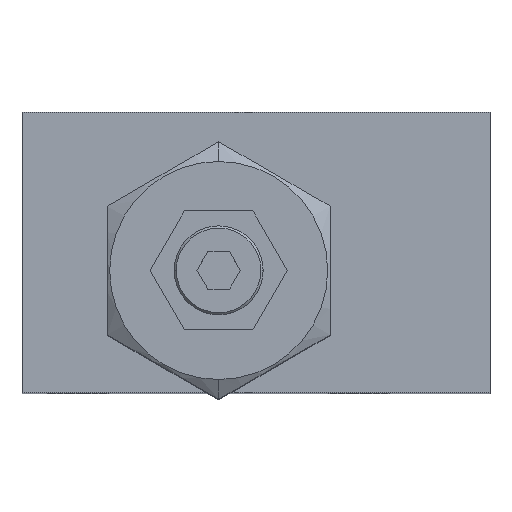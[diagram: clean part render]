
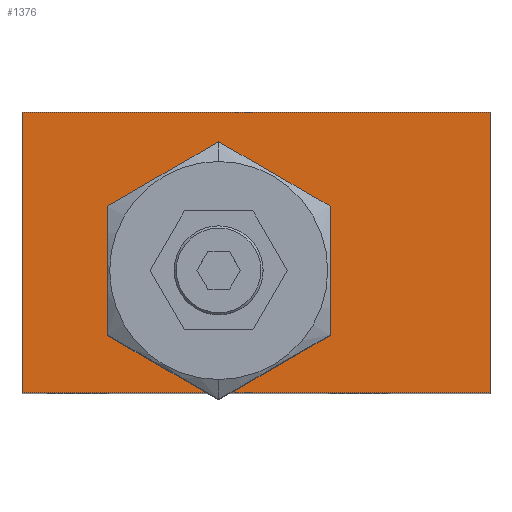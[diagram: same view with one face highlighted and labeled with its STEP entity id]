
A CAD part, top view. The second image highlights one B-rep face of the part: STEP entity #1376.
In plain terms, the highlighted planar face has unit normal (0, 0, 1).
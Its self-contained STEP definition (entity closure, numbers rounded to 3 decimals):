
#205=DIRECTION('',(0.,-1.,0.));
#206=VECTOR('',#205,29.997);
#207=CARTESIAN_POINT('',(-21.006,16.993,49.987));
#208=LINE('',#207,#206);
#209=DIRECTION('',(-1.,0.,0.));
#210=VECTOR('',#209,49.987);
#211=CARTESIAN_POINT('',(28.981,16.993,49.987));
#212=LINE('',#211,#210);
#213=DIRECTION('',(0.,1.,0.));
#214=VECTOR('',#213,29.997);
#215=CARTESIAN_POINT('',(28.981,-13.005,49.987));
#216=LINE('',#215,#214);
#217=DIRECTION('',(1.,0.,0.));
#218=VECTOR('',#217,49.987);
#219=CARTESIAN_POINT('',(-21.006,-13.005,49.987));
#220=LINE('',#219,#218);
#221=CARTESIAN_POINT('',(0.,0.,49.987));
#222=DIRECTION('',(0.,0.,1.));
#223=DIRECTION('',(-1.,0.,0.));
#224=AXIS2_PLACEMENT_3D('',#221,#222,#223);
#226=CARTESIAN_POINT('',(0.,0.,49.987));
#227=DIRECTION('',(0.,0.,1.));
#228=DIRECTION('',(1.,0.,0.));
#229=AXIS2_PLACEMENT_3D('',#226,#227,#228);
#1079=CARTESIAN_POINT('',(-21.006,16.993,49.987));
#1080=CARTESIAN_POINT('',(-21.006,-13.005,49.987));
#1081=VERTEX_POINT('',#1079);
#1082=VERTEX_POINT('',#1080);
#1083=CARTESIAN_POINT('',(28.981,-13.005,49.987));
#1084=VERTEX_POINT('',#1083);
#1085=CARTESIAN_POINT('',(28.981,16.993,49.987));
#1086=VERTEX_POINT('',#1085);
#1103=CARTESIAN_POINT('',(-11.659,0.,49.987));
#1104=CARTESIAN_POINT('',(11.659,0.,49.987));
#1105=VERTEX_POINT('',#1103);
#1106=VERTEX_POINT('',#1104);
#1359=CARTESIAN_POINT('',(0.,0.,49.987));
#1360=DIRECTION('',(0.,0.,1.));
#1361=DIRECTION('',(1.,0.,0.));
#1362=AXIS2_PLACEMENT_3D('',#1359,#1360,#1361);
#1363=PLANE('',#1362);
#1364=ORIENTED_EDGE('',*,*,#1281,.F.);
#1365=ORIENTED_EDGE('',*,*,#1296,.F.);
#1366=ORIENTED_EDGE('',*,*,#1322,.F.);
#1367=ORIENTED_EDGE('',*,*,#1341,.F.);
#1368=EDGE_LOOP('',(#1364,#1365,#1366,#1367));
#1369=FACE_OUTER_BOUND('',#1368,.F.);
#1371=ORIENTED_EDGE('',*,*,#1370,.T.);
#1373=ORIENTED_EDGE('',*,*,#1372,.T.);
#1374=EDGE_LOOP('',(#1371,#1373));
#1375=FACE_BOUND('',#1374,.F.);
#225=CIRCLE('',#224,11.659);
#230=CIRCLE('',#229,11.659);
#1281=EDGE_CURVE('',#1081,#1082,#208,.T.);
#1296=EDGE_CURVE('',#1086,#1081,#212,.T.);
#1322=EDGE_CURVE('',#1084,#1086,#216,.T.);
#1341=EDGE_CURVE('',#1082,#1084,#220,.T.);
#1370=EDGE_CURVE('',#1105,#1106,#225,.T.);
#1372=EDGE_CURVE('',#1106,#1105,#230,.T.);
#1376=ADVANCED_FACE('',(#1369,#1375),#1363,.T.);
